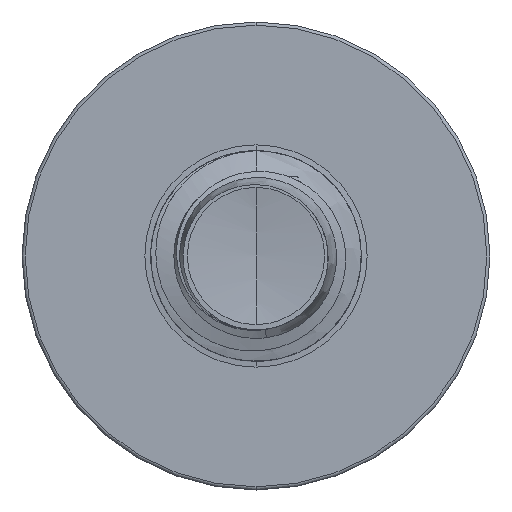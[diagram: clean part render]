
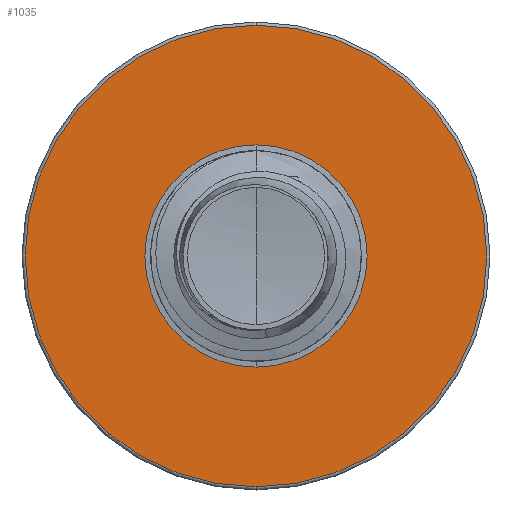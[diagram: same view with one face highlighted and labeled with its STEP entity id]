
A CAD part, front view. The second image highlights one B-rep face of the part: STEP entity #1035.
In plain terms, the highlighted planar face has unit normal (0, -1, 0).
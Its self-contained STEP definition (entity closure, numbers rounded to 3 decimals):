
#560 = VERTEX_POINT ( 'NONE', #28612 ) ;
#764 = DIRECTION ( 'NONE',  ( 0., 1., 0. ) ) ;
#1035 = ADVANCED_FACE ( 'NONE', ( #28112, #15941 ), #18738, .F. ) ;
#1443 = AXIS2_PLACEMENT_3D ( 'NONE', #13941, #13899, #13853 ) ;
#2107 = ORIENTED_EDGE ( 'NONE', *, *, #10833, .T. ) ;
#3753 = CARTESIAN_POINT ( 'NONE',  ( 0., 15., 4.933 ) ) ;
#8632 = EDGE_CURVE ( 'NONE', #11132, #28573, #28369, .T. ) ;
#10311 = EDGE_LOOP ( 'NONE', ( #11624, #21821 ) ) ;
#10432 = CIRCLE ( 'NONE', #22239, 4.933 ) ;
#10833 = EDGE_CURVE ( 'NONE', #560, #30802, #20514, .T. ) ;
#11132 = VERTEX_POINT ( 'NONE', #14305 ) ;
#11624 = ORIENTED_EDGE ( 'NONE', *, *, #16964, .F. ) ;
#12888 = EDGE_LOOP ( 'NONE', ( #2107, #21907 ) ) ;
#13088 = CARTESIAN_POINT ( 'NONE',  ( 0., 15., 0. ) ) ;
#13853 = DIRECTION ( 'NONE',  ( 0., 0., 1. ) ) ;
#13899 = DIRECTION ( 'NONE',  ( 0., 1., 0. ) ) ;
#13941 = CARTESIAN_POINT ( 'NONE',  ( 0., 15., 0. ) ) ;
#14305 = CARTESIAN_POINT ( 'NONE',  ( 0., 15., -4.932 ) ) ;
#14557 = DIRECTION ( 'NONE',  ( 0., 1., 0. ) ) ;
#15941 = FACE_BOUND ( 'NONE', #12888, .T. ) ;
#16167 = DIRECTION ( 'NONE',  ( 0., 0., 1. ) ) ;
#16556 = CARTESIAN_POINT ( 'NONE',  ( 0., 15., -2.375 ) ) ;
#16964 = EDGE_CURVE ( 'NONE', #28573, #11132, #10432, .T. ) ;
#18738 = PLANE ( 'NONE',  #25483 ) ;
#18882 = CARTESIAN_POINT ( 'NONE',  ( 0., 15., 0. ) ) ;
#19099 = DIRECTION ( 'NONE',  ( 0., 0., 1. ) ) ;
#19524 = CARTESIAN_POINT ( 'NONE',  ( 0., 15., 0. ) ) ;
#20128 = AXIS2_PLACEMENT_3D ( 'NONE', #19524, #764, #22030 ) ;
#20514 = CIRCLE ( 'NONE', #20128, 2.375 ) ;
#21373 = DIRECTION ( 'NONE',  ( 0., 0., 1. ) ) ;
#21821 = ORIENTED_EDGE ( 'NONE', *, *, #8632, .F. ) ;
#21907 = ORIENTED_EDGE ( 'NONE', *, *, #28051, .T. ) ;
#22030 = DIRECTION ( 'NONE',  ( 0., 0., 1. ) ) ;
#22239 = AXIS2_PLACEMENT_3D ( 'NONE', #13088, #29772, #16167 ) ;
#24473 = CARTESIAN_POINT ( 'NONE',  ( 0., 15., -2.375 ) ) ;
#25483 = AXIS2_PLACEMENT_3D ( 'NONE', #16556, #14557, #19099 ) ;
#28051 = EDGE_CURVE ( 'NONE', #30802, #560, #31583, .T. ) ;
#28112 = FACE_OUTER_BOUND ( 'NONE', #10311, .T. ) ;
#28369 = CIRCLE ( 'NONE', #1443, 4.933 ) ;
#28573 = VERTEX_POINT ( 'NONE', #3753 ) ;
#28612 = CARTESIAN_POINT ( 'NONE',  ( 0., 15., 2.375 ) ) ;
#29772 = DIRECTION ( 'NONE',  ( 0., 1., 0. ) ) ;
#30203 = AXIS2_PLACEMENT_3D ( 'NONE', #18882, #34548, #21373 ) ;
#30802 = VERTEX_POINT ( 'NONE', #24473 ) ;
#31583 = CIRCLE ( 'NONE', #30203, 2.375 ) ;
#34548 = DIRECTION ( 'NONE',  ( 0., 1., 0. ) ) ;
